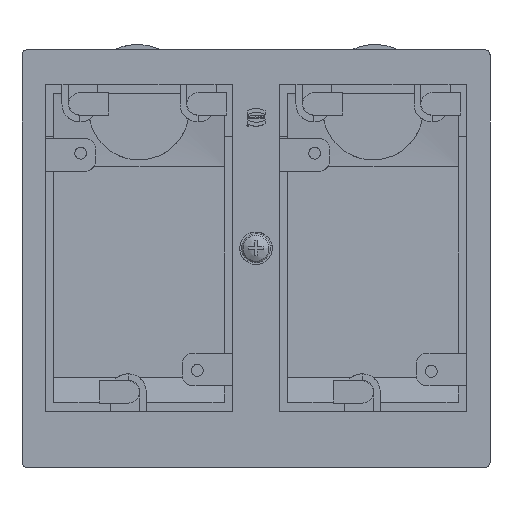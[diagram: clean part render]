
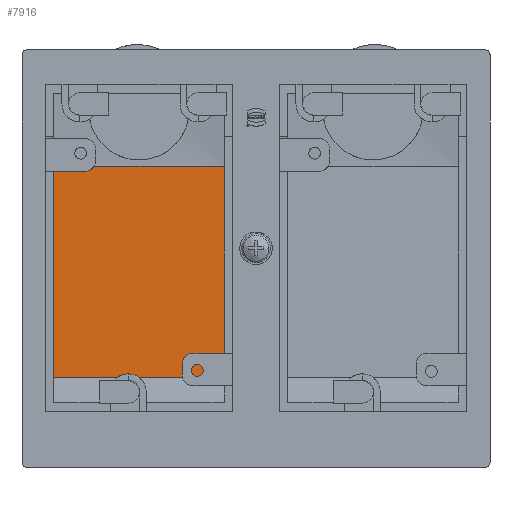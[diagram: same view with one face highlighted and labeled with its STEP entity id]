
A CAD part, front view. The second image highlights one B-rep face of the part: STEP entity #7916.
In plain terms, the highlighted free-form (B-spline) face has degree [1, 1] with [2, 2] control points.
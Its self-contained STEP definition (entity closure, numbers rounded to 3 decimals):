
#6603=CARTESIAN_POINT('V325',(-56.15,29.505,
   25.729));
#6604=VERTEX_POINT('V325',#6603);
#6613=CARTESIAN_POINT('V326',(-8.85,29.505,
   25.729));
#6614=VERTEX_POINT('V326',#6613);
#6615=CARTESIAN_POINT('E470',(-56.15,29.505,
   25.729));
#6616=CARTESIAN_POINT('E470',(-8.85,29.505,
   25.729));
#6617=B_SPLINE_CURVE_WITH_KNOTS('E470',1,(#6615,#6616),
   .POLYLINE_FORM.,.F.,.U.,(2,2),(0.0,2.045),
   .UNSPECIFIED.);
#6618=EDGE_CURVE('E470',#6604,#6614,#6617,.T.);
#7848=CARTESIAN_POINT('V610',(-56.15,29.505,
   -32.899));
#7849=VERTEX_POINT('V610',#7848);
#7850=CARTESIAN_POINT('V609',(-8.85,29.505,
   -32.899));
#7851=VERTEX_POINT('V609',#7850);
#7852=CARTESIAN_POINT('E918',(-56.15,29.505,
   -32.899));
#7853=CARTESIAN_POINT('E918',(-8.85,29.505,
   -32.899));
#7854=B_SPLINE_CURVE_WITH_KNOTS('E918',1,(#7852,#7853),
   .POLYLINE_FORM.,.F.,.U.,(2,2),(0.0,8.278),
   .UNSPECIFIED.);
#7855=EDGE_CURVE('E918',#7849,#7851,#7854,.T.);
#7893=CARTESIAN_POINT('E941',(-8.85,29.505,
   -32.899));
#7894=CARTESIAN_POINT('E941',(-8.85,29.505,
   25.729));
#7895=QUASI_UNIFORM_CURVE('E941',1,(#7893,#7894),.POLYLINE_FORM.,.F.,
   .U.);
#7896=EDGE_CURVE('E941',#7851,#6614,#7895,.T.);
#7901=CARTESIAN_POINT('F337',(-56.25,29.505,
   25.829));
#7902=CARTESIAN_POINT('F337',(-56.25,29.505,
   -32.999));
#7903=CARTESIAN_POINT('F337',(143.95,29.505,
   25.829));
#7904=CARTESIAN_POINT('F337',(143.95,29.505,
   -32.999));
#7905=B_SPLINE_SURFACE_WITH_KNOTS('F337',1,1,((#7901,#7903),(
   #7902,#7904)),.PLANE_SURF.,.F.,.F.,.U.,(2,2),(2,2),(0.0,1.0),(
   0.0,3.403),.UNSPECIFIED.);
#7906=ORIENTED_EDGE('F338',*,*,#7896,.T.);
#7907=ORIENTED_EDGE('E470',*,*,#6618,.F.);
#7908=CARTESIAN_POINT('E943',(-56.15,29.505,
   25.729));
#7909=CARTESIAN_POINT('E943',(-56.15,29.505,
   -32.899));
#7910=QUASI_UNIFORM_CURVE('E943',1,(#7908,#7909),.POLYLINE_FORM.,.F.,
   .U.);
#7911=EDGE_CURVE('E943',#6604,#7849,#7910,.T.);
#7912=ORIENTED_EDGE('E943',*,*,#7911,.T.);
#7913=ORIENTED_EDGE('E918',*,*,#7855,.T.);
#7914=EDGE_LOOP('F337',(#7906,#7907,#7912,#7913));
#7915=FACE_OUTER_BOUND('F337',#7914,.T.);
#7916=ADVANCED_FACE('F337',(#7915),#7905,.T.);
